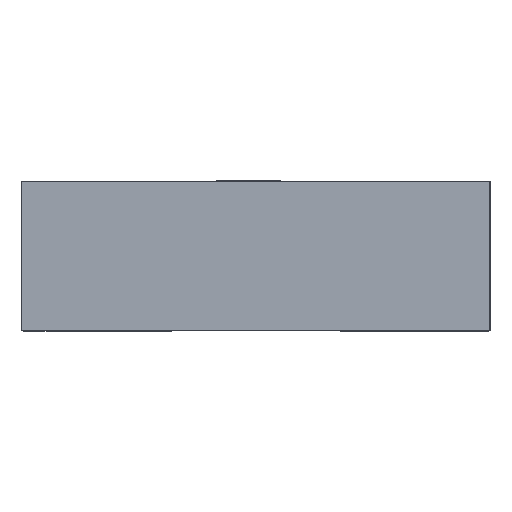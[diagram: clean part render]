
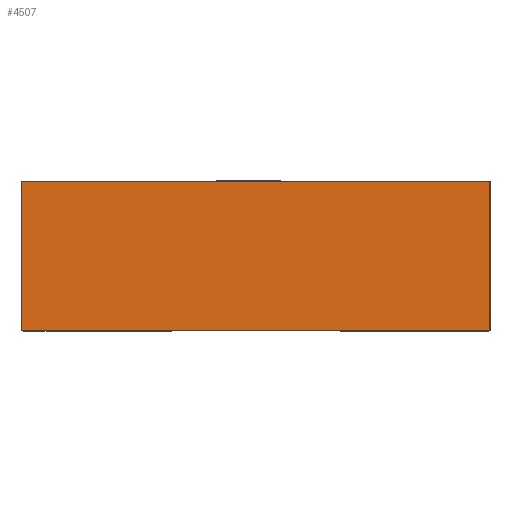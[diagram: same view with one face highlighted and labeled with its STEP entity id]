
A CAD part, left-side view. The second image highlights one B-rep face of the part: STEP entity #4507.
In plain terms, the highlighted planar face has unit normal (-1, 0, 0).
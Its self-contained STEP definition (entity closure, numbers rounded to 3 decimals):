
#88 = VECTOR ( 'NONE', #5492, 1000. ) ;
#243 = DIRECTION ( 'NONE',  ( 0., -1., 0. ) ) ;
#360 = LINE ( 'NONE', #1856, #12308 ) ;
#502 = VERTEX_POINT ( 'NONE', #11919 ) ;
#514 = ORIENTED_EDGE ( 'NONE', *, *, #13124, .T. ) ;
#801 = ORIENTED_EDGE ( 'NONE', *, *, #2237, .T. ) ;
#1414 = LINE ( 'NONE', #5001, #11830 ) ;
#1856 = CARTESIAN_POINT ( 'NONE',  ( -1.6, -1.25, 0.8 ) ) ;
#2237 = EDGE_CURVE ( 'NONE', #11775, #502, #14122, .T. ) ;
#2660 = EDGE_CURVE ( 'NONE', #6913, #502, #360, .T. ) ;
#3855 = ORIENTED_EDGE ( 'NONE', *, *, #2660, .F. ) ;
#3884 = VERTEX_POINT ( 'NONE', #13992 ) ;
#4507 = ADVANCED_FACE ( 'NONE', ( #11207 ), #5491, .F. ) ;
#4993 = CARTESIAN_POINT ( 'NONE',  ( -1.6, -1.25, 0.8 ) ) ;
#5001 = CARTESIAN_POINT ( 'NONE',  ( -1.6, 1.25, 0.8 ) ) ;
#5491 = PLANE ( 'NONE',  #8900 ) ;
#5492 = DIRECTION ( 'NONE',  ( 0., -1., 0. ) ) ;
#6913 = VERTEX_POINT ( 'NONE', #4993 ) ;
#8367 = CARTESIAN_POINT ( 'NONE',  ( -1.6, -1.25, 0. ) ) ;
#8678 = LINE ( 'NONE', #12117, #88 ) ;
#8900 = AXIS2_PLACEMENT_3D ( 'NONE', #10012, #12335, #14555 ) ;
#10012 = CARTESIAN_POINT ( 'NONE',  ( -1.6, -1.25, 0.8 ) ) ;
#10357 = EDGE_LOOP ( 'NONE', ( #801, #3855, #13098, #514 ) ) ;
#10503 = DIRECTION ( 'NONE',  ( 0., 0., -1. ) ) ;
#11207 = FACE_OUTER_BOUND ( 'NONE', #10357, .T. ) ;
#11775 = VERTEX_POINT ( 'NONE', #12409 ) ;
#11830 = VECTOR ( 'NONE', #14158, 1000. ) ;
#11919 = CARTESIAN_POINT ( 'NONE',  ( -1.6, -1.25, 0. ) ) ;
#12117 = CARTESIAN_POINT ( 'NONE',  ( -1.6, -1.25, 0.8 ) ) ;
#12308 = VECTOR ( 'NONE', #10503, 1000. ) ;
#12335 = DIRECTION ( 'NONE',  ( 1., 0., 0. ) ) ;
#12409 = CARTESIAN_POINT ( 'NONE',  ( -1.6, 1.25, 0. ) ) ;
#13098 = ORIENTED_EDGE ( 'NONE', *, *, #14542, .F. ) ;
#13124 = EDGE_CURVE ( 'NONE', #3884, #11775, #1414, .T. ) ;
#13992 = CARTESIAN_POINT ( 'NONE',  ( -1.6, 1.25, 0.8 ) ) ;
#14117 = VECTOR ( 'NONE', #243, 1000. ) ;
#14122 = LINE ( 'NONE', #8367, #14117 ) ;
#14158 = DIRECTION ( 'NONE',  ( 0., 0., -1. ) ) ;
#14542 = EDGE_CURVE ( 'NONE', #3884, #6913, #8678, .T. ) ;
#14555 = DIRECTION ( 'NONE',  ( 0., 0., -1. ) ) ;
